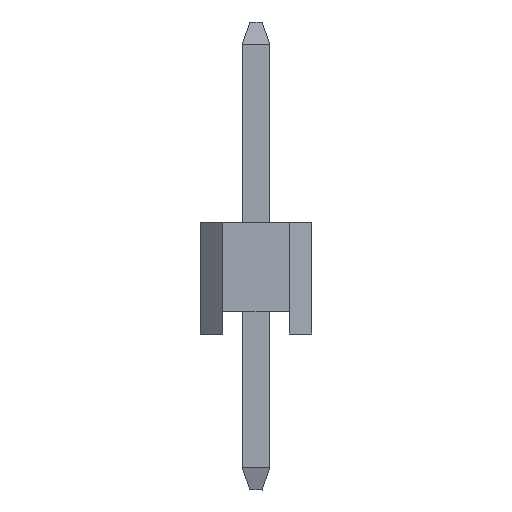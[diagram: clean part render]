
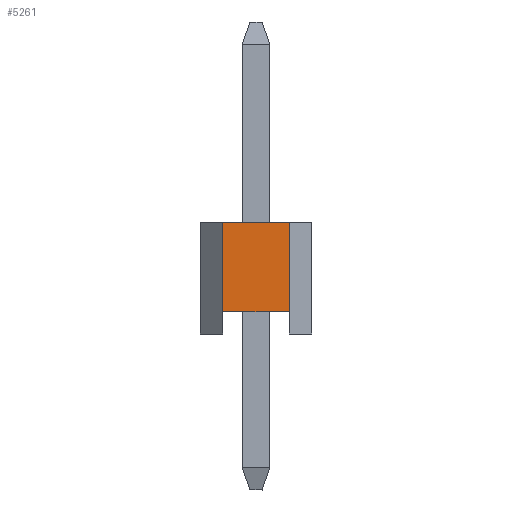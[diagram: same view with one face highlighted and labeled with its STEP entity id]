
A CAD part, left-side view. The second image highlights one B-rep face of the part: STEP entity #5261.
In plain terms, the highlighted planar face has unit normal (-1, 0, 0).
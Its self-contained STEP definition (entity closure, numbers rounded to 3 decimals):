
#207=FACE_OUTER_BOUND('',#528,.T.);
#528=EDGE_LOOP('',(#3629,#3630,#3631,#3632));
#876=LINE('',#7327,#1608);
#982=LINE('',#7539,#1714);
#983=LINE('',#7541,#1715);
#984=LINE('',#7542,#1716);
#1608=VECTOR('',#5930,1000.);
#1714=VECTOR('',#6060,1000.);
#1715=VECTOR('',#6061,1000.);
#1716=VECTOR('',#6062,1000.);
#2340=VERTEX_POINT('',#7324);
#2341=VERTEX_POINT('',#7326);
#2435=VERTEX_POINT('',#7538);
#2436=VERTEX_POINT('',#7540);
#2780=EDGE_CURVE('',#2341,#2340,#876,.T.);
#2886=EDGE_CURVE('',#2435,#2340,#982,.T.);
#2887=EDGE_CURVE('',#2436,#2435,#983,.T.);
#2888=EDGE_CURVE('',#2341,#2436,#984,.T.);
#3629=ORIENTED_EDGE('',*,*,#2886,.F.);
#3630=ORIENTED_EDGE('',*,*,#2887,.F.);
#3631=ORIENTED_EDGE('',*,*,#2888,.F.);
#3632=ORIENTED_EDGE('',*,*,#2780,.T.);
#4949=PLANE('',#5587);
#5261=ADVANCED_FACE('',(#207),#4949,.F.);
#5587=AXIS2_PLACEMENT_3D('',#7537,#6058,#6059);
#5930=DIRECTION('',(0.,1.,0.));
#6058=DIRECTION('center_axis',(1.,0.,0.));
#6059=DIRECTION('ref_axis',(0.,1.,0.));
#6060=DIRECTION('',(0.,0.,1.));
#6061=DIRECTION('',(0.,1.,0.));
#6062=DIRECTION('',(0.,0.,-1.));
#7324=CARTESIAN_POINT('',(-9.,0.6,2.));
#7326=CARTESIAN_POINT('',(-9.,-0.6,2.));
#7327=CARTESIAN_POINT('',(-9.,-0.6,2.));
#7537=CARTESIAN_POINT('Origin',(-9.,-0.6,0.4));
#7538=CARTESIAN_POINT('',(-9.,0.6,0.4));
#7539=CARTESIAN_POINT('',(-9.,0.6,0.4));
#7540=CARTESIAN_POINT('',(-9.,-0.6,0.4));
#7541=CARTESIAN_POINT('',(-9.,0.6,0.4));
#7542=CARTESIAN_POINT('',(-9.,-0.6,0.4));
